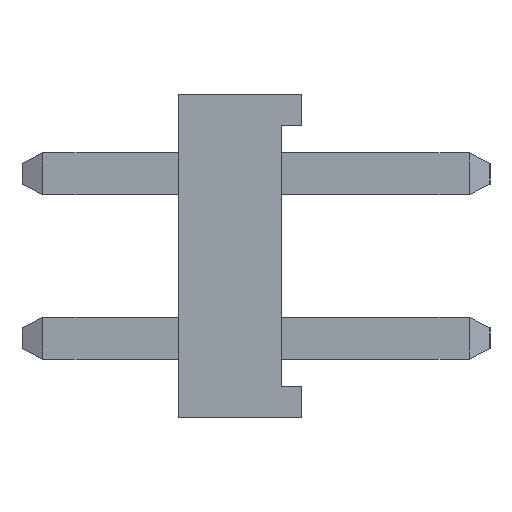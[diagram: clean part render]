
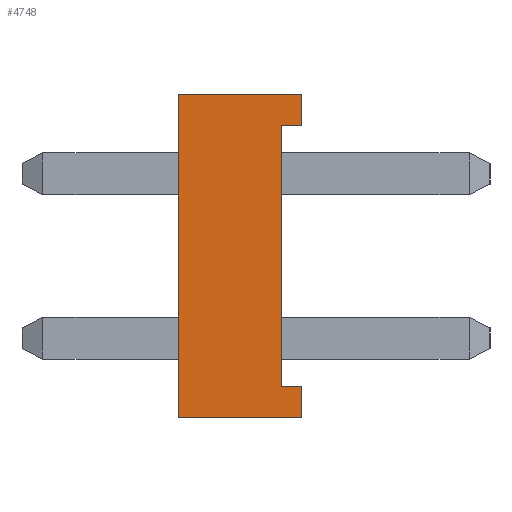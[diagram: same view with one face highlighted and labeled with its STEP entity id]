
A CAD part, left-side view. The second image highlights one B-rep face of the part: STEP entity #4748.
In plain terms, the highlighted planar face has unit normal (-1, 0, 0).
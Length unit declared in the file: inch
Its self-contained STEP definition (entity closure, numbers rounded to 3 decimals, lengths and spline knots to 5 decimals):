
#41=ORIENTED_EDGE('',*,*,#1385,.T.);
#42=ORIENTED_EDGE('',*,*,#1386,.T.);
#43=ORIENTED_EDGE('',*,*,#1381,.T.);
#44=ORIENTED_EDGE('',*,*,#1387,.F.);
#45=ORIENTED_EDGE('',*,*,#1388,.F.);
#46=ORIENTED_EDGE('',*,*,#1389,.T.);
#47=ORIENTED_EDGE('',*,*,#1390,.T.);
#48=ORIENTED_EDGE('',*,*,#1391,.T.);
#1381=EDGE_CURVE('',#2053,#2054,#2469,.T.);
#1385=EDGE_CURVE('',#2057,#2058,#2473,.T.);
#1386=EDGE_CURVE('',#2058,#2053,#2474,.T.);
#1387=EDGE_CURVE('',#2059,#2054,#2475,.T.);
#1388=EDGE_CURVE('',#2060,#2059,#2476,.T.);
#1389=EDGE_CURVE('',#2060,#2061,#2477,.T.);
#1390=EDGE_CURVE('',#2061,#2062,#2478,.T.);
#1391=EDGE_CURVE('',#2062,#2057,#2479,.T.);
#2053=VERTEX_POINT('',#6598);
#2054=VERTEX_POINT('',#6599);
#2057=VERTEX_POINT('',#6607);
#2058=VERTEX_POINT('',#6608);
#2059=VERTEX_POINT('',#6611);
#2060=VERTEX_POINT('',#6613);
#2061=VERTEX_POINT('',#6615);
#2062=VERTEX_POINT('',#6617);
#2469=LINE('',#6597,#3141);
#2473=LINE('',#6606,#3145);
#2474=LINE('',#6609,#3146);
#2475=LINE('',#6610,#3147);
#2476=LINE('',#6612,#3148);
#2477=LINE('',#6614,#3149);
#2478=LINE('',#6616,#3150);
#2479=LINE('',#6618,#3151);
#3141=VECTOR('',#5355,39.37008);
#3145=VECTOR('',#5361,39.37008);
#3146=VECTOR('',#5362,39.37008);
#3147=VECTOR('',#5363,39.37008);
#3148=VECTOR('',#5364,39.37008);
#3149=VECTOR('',#5365,39.37008);
#3150=VECTOR('',#5366,39.37008);
#3151=VECTOR('',#5367,39.37008);
#3814=EDGE_LOOP('',(#41,#42,#43,#44,#45,#46,#47,#48));
#4140=FACE_BOUND('',#3814,.T.);
#4466=PLANE('',#5067);
#4748=ADVANCED_FACE('',(#4140),#4466,.F.);
#5067=AXIS2_PLACEMENT_3D('',#6605,#5359,#5360);
#5355=DIRECTION('',(0.,0.,1.));
#5359=DIRECTION('',(1.,0.,0.));
#5360=DIRECTION('',(0.,0.,-1.));
#5361=DIRECTION('',(0.,0.,1.));
#5362=DIRECTION('',(0.,-1.,0.));
#5363=DIRECTION('',(0.,-1.,0.));
#5364=DIRECTION('',(0.,0.,1.));
#5365=DIRECTION('',(0.,-1.,0.));
#5366=DIRECTION('',(0.,0.,1.));
#5367=DIRECTION('',(0.,1.,0.));
#6597=CARTESIAN_POINT('',(-0.23622,0.,-0.0775));
#6598=CARTESIAN_POINT('',(-0.23622,0.,0.0625));
#6599=CARTESIAN_POINT('',(-0.23622,0.,0.0775));
#6605=CARTESIAN_POINT('',(-0.23622,0.059,-0.0775));
#6606=CARTESIAN_POINT('',(-0.23622,0.01,-0.0625));
#6607=CARTESIAN_POINT('',(-0.23622,0.01,-0.0625));
#6608=CARTESIAN_POINT('',(-0.23622,0.01,0.0625));
#6609=CARTESIAN_POINT('',(-0.23622,0.01,0.0625));
#6610=CARTESIAN_POINT('',(-0.23622,0.059,0.0775));
#6611=CARTESIAN_POINT('',(-0.23622,0.059,0.0775));
#6612=CARTESIAN_POINT('',(-0.23622,0.059,-0.0775));
#6613=CARTESIAN_POINT('',(-0.23622,0.059,-0.0775));
#6614=CARTESIAN_POINT('',(-0.23622,0.059,-0.0775));
#6615=CARTESIAN_POINT('',(-0.23622,0.,-0.0775));
#6616=CARTESIAN_POINT('',(-0.23622,0.,-0.0775));
#6617=CARTESIAN_POINT('',(-0.23622,0.,-0.0625));
#6618=CARTESIAN_POINT('',(-0.23622,0.,-0.0625));
